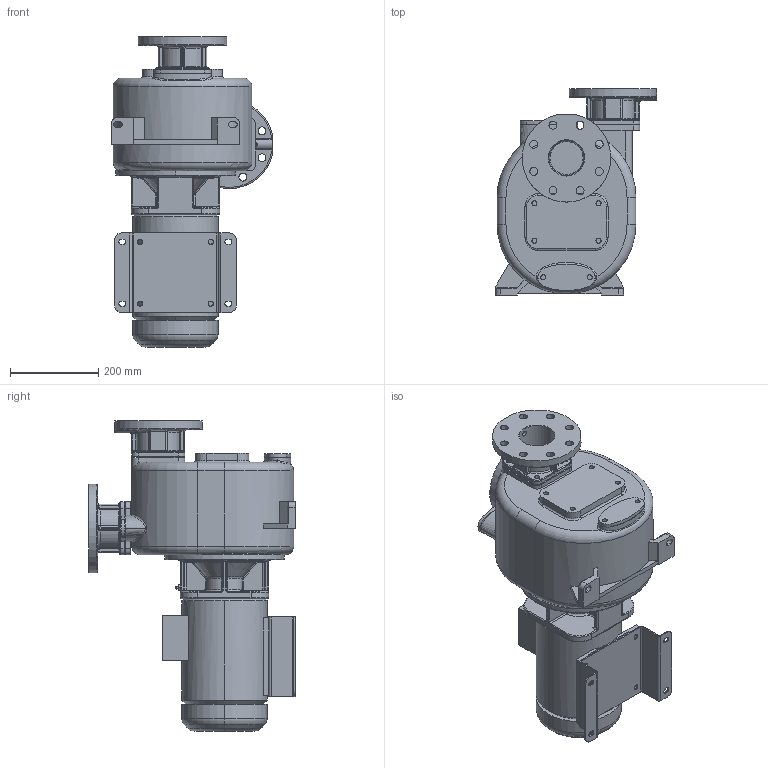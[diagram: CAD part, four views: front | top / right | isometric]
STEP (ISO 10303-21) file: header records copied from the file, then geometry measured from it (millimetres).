
FILE_DESCRIPTION((''),'2;1');
FILE_NAME('S_85_T_F','2017-09-19T16:59:36',('Nicola'),(''),'CREO PARAMETRIC BY PTC INC, 2017110','CREO PARAMETRIC BY PTC INC, 2017110','');
FILE_SCHEMA(('CONFIG_CONTROL_DESIGN'));
Products named in the file (1): S_85_T_F
Bounding box: 365 x 467 x 701.5 mm (x, y, z)
Volume: 34678605 mm3; surface area: 1285093.8 mm2
Topology: 4 solids, 4 shells, 920 faces, 2189 edges, 1290 vertices
Faces by surface type: cylinder 359, plane 212, bspline 152, torus 125, sphere 34, cone 34, extrusion 4
Entity records: 43603 total; most frequent: CARTESIAN_POINT 22900, ORIENTED_EDGE 4362, DIRECTION 4328, EDGE_CURVE 2181, AXIS2_PLACEMENT_3D 1765, VERTEX_POINT 1290, EDGE_LOOP 1027, CIRCLE 997
